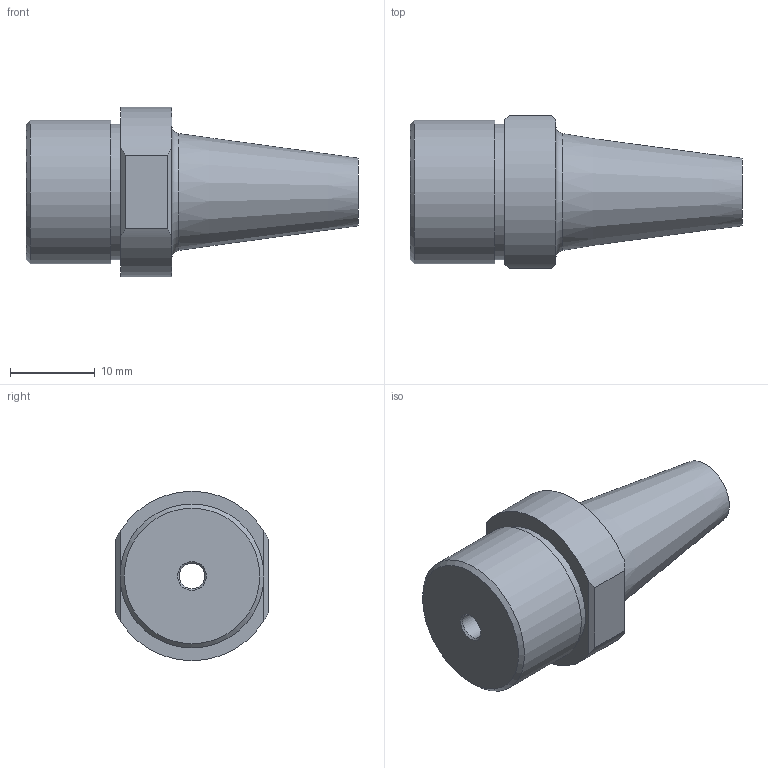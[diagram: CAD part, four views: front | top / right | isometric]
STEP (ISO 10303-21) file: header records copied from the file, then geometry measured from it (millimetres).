
FILE_DESCRIPTION(/* description */ (''),/* implementation_level */ '2;1');
FILE_NAME(/* name */ 'Embout_pompe.step',/* time_stamp */ '2018-07-17T17:25:38+02:00',/* author */ ('maxime.dubernardVDA7Y'),/* organization */ (''),/* preprocessor_version */ 'ST-DEVELOPER v17',/* originating_system */ 'Autodesk Translation Framework v7.1.0.215',/* authorisation */ '');
FILE_SCHEMA (('AUTOMOTIVE_DESIGN { 1 0 10303 214 3 1 1 }'));
Length unit declared in the file: millimetre
Products named in the file (1): Embout [v1]
Bounding box: 39.2 x 18 x 20 mm (x, y, z)
Volume: 6186.4 mm3; surface area: 2600.4 mm2
Topology: 1 solids, 1 shells, 21 faces, 46 edges, 30 vertices
Faces by surface type: plane 11, cylinder 5, cone 4, torus 1
Full cylindrical faces by diameter (mm): 3 x1, 16 x1, 17 x1
Entity records: 628 total; most frequent: DIRECTION 117, CARTESIAN_POINT 98, ORIENTED_EDGE 92, AXIS2_PLACEMENT_3D 49, EDGE_CURVE 46, VERTEX_POINT 30, EDGE_LOOP 26, FACE_OUTER_BOUND 21
